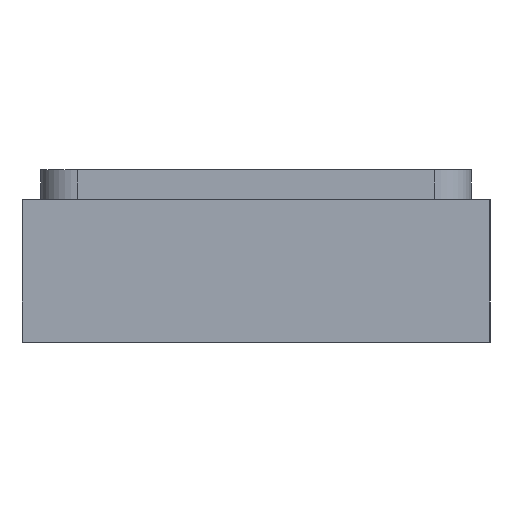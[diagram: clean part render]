
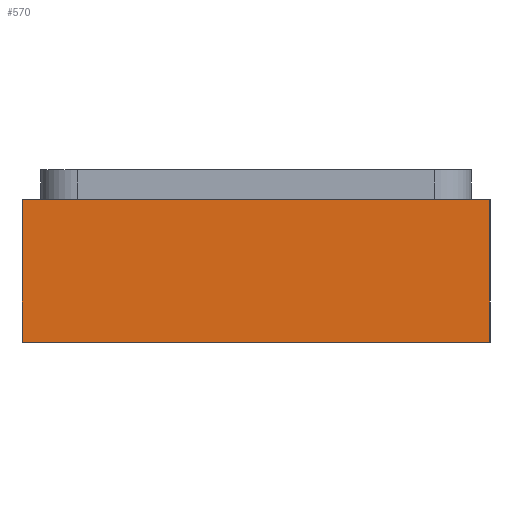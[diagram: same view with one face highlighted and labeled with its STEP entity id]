
A CAD part, left-side view. The second image highlights one B-rep face of the part: STEP entity #570.
In plain terms, the highlighted planar face has unit normal (-1, 0, 0).
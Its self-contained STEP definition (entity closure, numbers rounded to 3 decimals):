
#570 = ADVANCED_FACE('',(#571),#605,.F.);
#571 = FACE_BOUND('',#572,.T.);
#572 = EDGE_LOOP('',(#573,#583,#591,#599));
#573 = ORIENTED_EDGE('',*,*,#574,.F.);
#574 = EDGE_CURVE('',#575,#577,#579,.T.);
#575 = VERTEX_POINT('',#576);
#576 = CARTESIAN_POINT('',(-1.003,-0.805,0.489));
#577 = VERTEX_POINT('',#578);
#578 = CARTESIAN_POINT('',(-1.003,-0.805,0.));
#579 = LINE('',#580,#581);
#580 = CARTESIAN_POINT('',(-1.003,-0.805,0.59));
#581 = VECTOR('',#582,1.);
#582 = DIRECTION('',(0.,0.,-1.));
#583 = ORIENTED_EDGE('',*,*,#584,.T.);
#584 = EDGE_CURVE('',#575,#585,#587,.T.);
#585 = VERTEX_POINT('',#586);
#586 = CARTESIAN_POINT('',(-1.003,0.795,0.489));
#587 = LINE('',#588,#589);
#588 = CARTESIAN_POINT('',(-1.003,-0.805,0.489));
#589 = VECTOR('',#590,1.);
#590 = DIRECTION('',(0.,1.,0.));
#591 = ORIENTED_EDGE('',*,*,#592,.T.);
#592 = EDGE_CURVE('',#585,#593,#595,.T.);
#593 = VERTEX_POINT('',#594);
#594 = CARTESIAN_POINT('',(-1.003,0.795,0.));
#595 = LINE('',#596,#597);
#596 = CARTESIAN_POINT('',(-1.003,0.795,0.59));
#597 = VECTOR('',#598,1.);
#598 = DIRECTION('',(0.,0.,-1.));
#599 = ORIENTED_EDGE('',*,*,#600,.T.);
#600 = EDGE_CURVE('',#593,#577,#601,.T.);
#601 = LINE('',#602,#603);
#602 = CARTESIAN_POINT('',(-1.003,0.795,0.));
#603 = VECTOR('',#604,1.);
#604 = DIRECTION('',(0.,-1.,0.));
#605 = PLANE('',#606);
#606 = AXIS2_PLACEMENT_3D('',#607,#608,#609);
#607 = CARTESIAN_POINT('',(-1.003,0.795,0.59));
#608 = DIRECTION('',(1.,0.,0.));
#609 = DIRECTION('',(0.,1.,0.));
